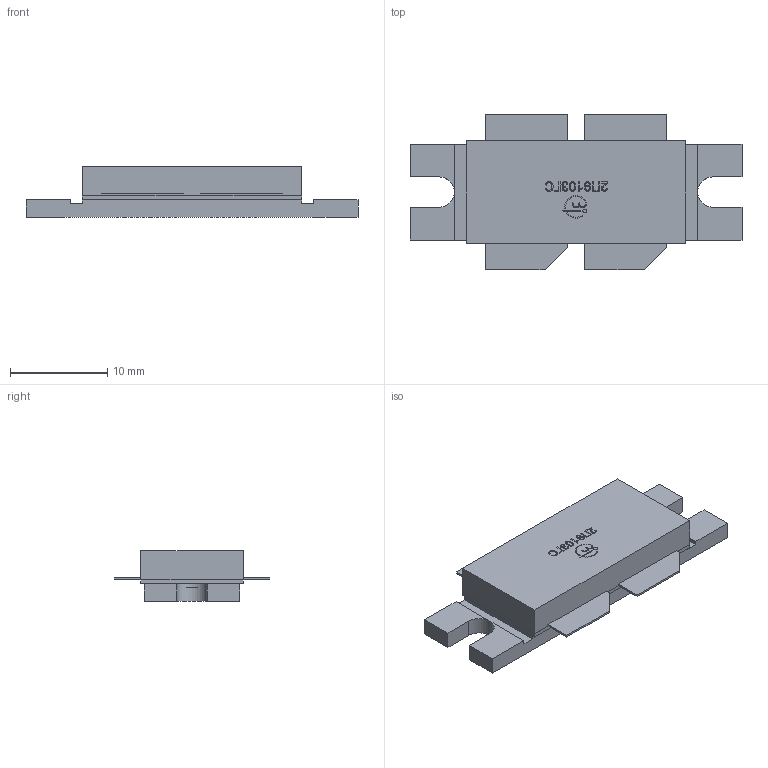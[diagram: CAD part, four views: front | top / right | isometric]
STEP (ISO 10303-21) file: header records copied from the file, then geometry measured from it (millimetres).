
FILE_DESCRIPTION(('STEP AP242'), '1');
FILE_NAME('ﾊﾒ-103ﾀ-1', '', ('UNSPECIFIED'), ('UNSPECIFIED'), 'C3D Converter', 'C3D Toolkit', '');
FILE_SCHEMA(('AP242_MANAGED_MODEL_BASED_3D_ENGINEERING_MIM_LF { 1 0 10303 442 1 1 4 }'));
Length unit declared in the file: millimetre
Bounding box: 34.1 x 16 x 5.2 mm (x, y, z)
Volume: 1369.1 mm3; surface area: 1252.7 mm2
Topology: 1 solids, 1 shells, 244 faces, 669 edges, 444 vertices
Faces by surface type: extrusion 118, plane 109, cylinder 17
Full cylindrical faces by diameter (mm): 0.387 x1
Entity records: 9819 total; most frequent: CARTESIAN_POINT 2065, ORIENTED_EDGE 1336, DIRECTION 840, EDGE_CURVE 668, VECTOR 514, VERTEX_POINT 444, LINE 396, B_SPLINE_CURVE_WITH_KNOTS 354
